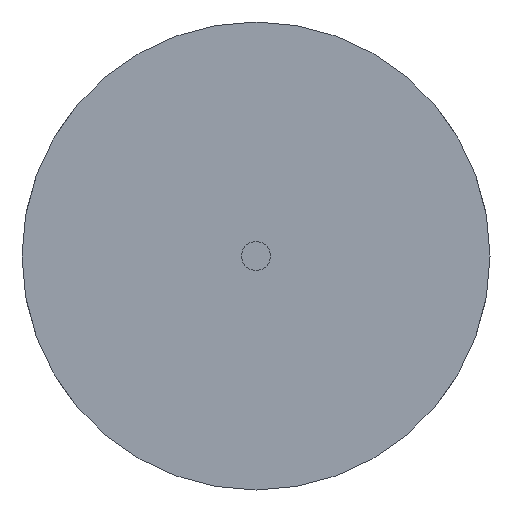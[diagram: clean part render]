
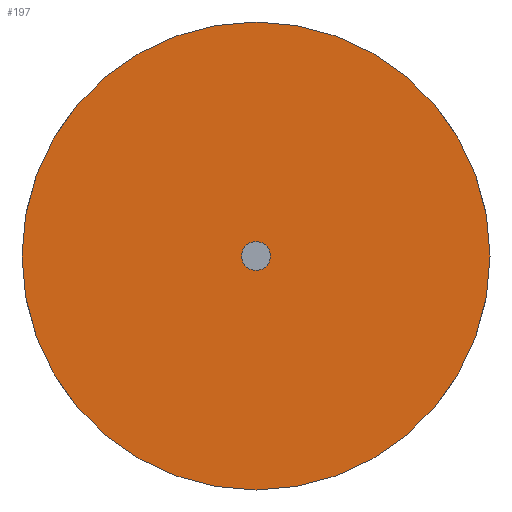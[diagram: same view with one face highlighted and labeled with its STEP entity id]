
A CAD part, front view. The second image highlights one B-rep face of the part: STEP entity #197.
In plain terms, the highlighted planar face has unit normal (0, -1, 0).
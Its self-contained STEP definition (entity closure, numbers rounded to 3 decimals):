
#3 = DIRECTION ( 'NONE',  ( 0., 1., 0. ) ) ;
#7 = VERTEX_POINT ( 'NONE', #73 ) ;
#13 = EDGE_CURVE ( 'NONE', #36, #178, #185, .T. ) ;
#14 = EDGE_LOOP ( 'NONE', ( #173, #45 ) ) ;
#21 = DIRECTION ( 'NONE',  ( -1., 0., 0. ) ) ;
#23 = ORIENTED_EDGE ( 'NONE', *, *, #228, .T. ) ;
#26 = FACE_BOUND ( 'NONE', #211, .T. ) ;
#36 = VERTEX_POINT ( 'NONE', #182 ) ;
#43 = DIRECTION ( 'NONE',  ( -1., 0., 0. ) ) ;
#45 = ORIENTED_EDGE ( 'NONE', *, *, #192, .T. ) ;
#52 = CIRCLE ( 'NONE', #110, 21.4 ) ;
#61 = DIRECTION ( 'NONE',  ( -1., 0., 0. ) ) ;
#64 = DIRECTION ( 'NONE',  ( 0., -1., 0. ) ) ;
#71 = CIRCLE ( 'NONE', #72, 347.5 ) ;
#72 = AXIS2_PLACEMENT_3D ( 'NONE', #123, #64, #61 ) ;
#73 = CARTESIAN_POINT ( 'NONE',  ( 0., 0., 21.4 ) ) ;
#74 = DIRECTION ( 'NONE',  ( 0., -1., 0. ) ) ;
#79 = CARTESIAN_POINT ( 'NONE',  ( 0., 0., 0. ) ) ;
#81 = DIRECTION ( 'NONE',  ( -1., 0., 0. ) ) ;
#93 = CARTESIAN_POINT ( 'NONE',  ( 0., 0., -21.4 ) ) ;
#104 = AXIS2_PLACEMENT_3D ( 'NONE', #79, #136, #153 ) ;
#110 = AXIS2_PLACEMENT_3D ( 'NONE', #121, #3, #43 ) ;
#121 = CARTESIAN_POINT ( 'NONE',  ( 0., 0., 0. ) ) ;
#123 = CARTESIAN_POINT ( 'NONE',  ( 0., 0., 0. ) ) ;
#128 = AXIS2_PLACEMENT_3D ( 'NONE', #131, #74, #21 ) ;
#131 = CARTESIAN_POINT ( 'NONE',  ( 0., 0., 0. ) ) ;
#136 = DIRECTION ( 'NONE',  ( 0., 1., 0. ) ) ;
#140 = DIRECTION ( 'NONE',  ( 0., 1., 0. ) ) ;
#153 = DIRECTION ( 'NONE',  ( -1., 0., 0. ) ) ;
#157 = PLANE ( 'NONE',  #222 ) ;
#163 = CIRCLE ( 'NONE', #104, 21.4 ) ;
#167 = FACE_OUTER_BOUND ( 'NONE', #14, .T. ) ;
#168 = CARTESIAN_POINT ( 'NONE',  ( 0., 0., 347.5 ) ) ;
#173 = ORIENTED_EDGE ( 'NONE', *, *, #13, .T. ) ;
#178 = VERTEX_POINT ( 'NONE', #168 ) ;
#182 = CARTESIAN_POINT ( 'NONE',  ( 0., 0., -347.5 ) ) ;
#185 = CIRCLE ( 'NONE', #128, 347.5 ) ;
#190 = CARTESIAN_POINT ( 'NONE',  ( -347.5, 0., -347.5 ) ) ;
#191 = VERTEX_POINT ( 'NONE', #93 ) ;
#192 = EDGE_CURVE ( 'NONE', #178, #36, #71, .T. ) ;
#197 = ADVANCED_FACE ( 'NONE', ( #167, #26 ), #157, .F. ) ;
#200 = EDGE_CURVE ( 'NONE', #191, #7, #163, .T. ) ;
#211 = EDGE_LOOP ( 'NONE', ( #215, #23 ) ) ;
#215 = ORIENTED_EDGE ( 'NONE', *, *, #200, .T. ) ;
#222 = AXIS2_PLACEMENT_3D ( 'NONE', #190, #140, #81 ) ;
#228 = EDGE_CURVE ( 'NONE', #7, #191, #52, .T. ) ;
